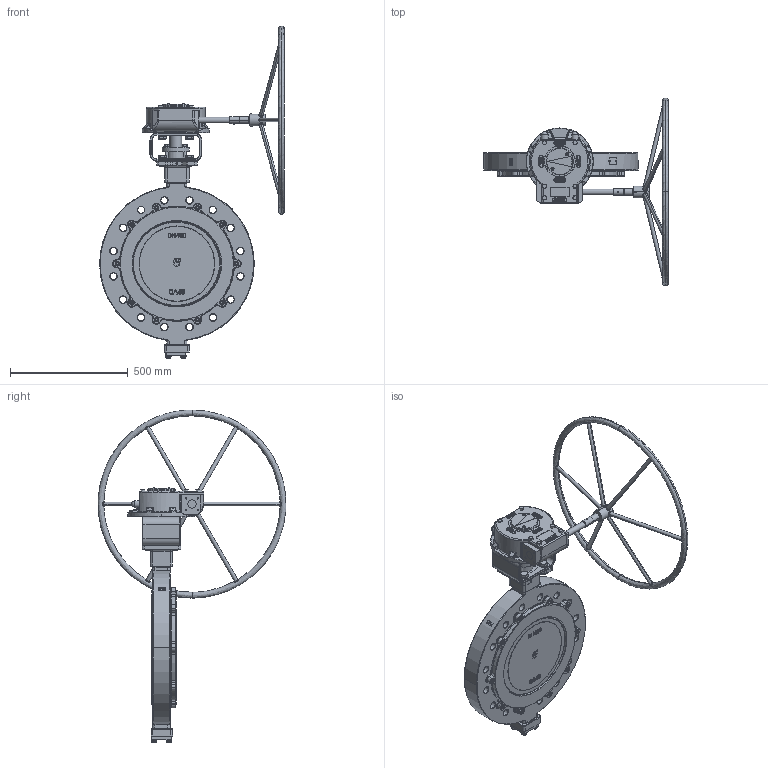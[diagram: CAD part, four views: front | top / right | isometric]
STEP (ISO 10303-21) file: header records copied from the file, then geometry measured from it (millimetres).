
FILE_DESCRIPTION(('HOOPS Exchange Step'),'2;1');
FILE_NAME('AK14_DN400_PN25_Getriebe.stp','2024-11-22T14:49:59+01:00',('nieru'),('Unknown organisation'),'HOOPS Exchange 2024.2','HOOPS Exchange','Unknown authorisation');
FILE_SCHEMA( ('AP203_CONFIGURATION_CONTROLLED_3D_DESIGN_OF_MECHANICAL_PARTS_AND_ASSEMBLIES_MIM_LF') );
Length unit declared in the file: millimetre
Products named in the file (9): 0; root
Assembly tree (8 placements, depth 4):
  root
    0
    0
      0
        0
      0
      0
      0
      0
Bounding box: 785.2 x 798.44 x 1412 mm (x, y, z)
Volume: 34083025.9 mm3; surface area: 2826429.8 mm2
Topology: 89 solids, 90 shells, 4605 faces, 11003 edges, 6642 vertices
Faces by surface type: bspline 1226, plane 1221, cylinder 1218, torus 512, cone 409, sphere 19
Full cylindrical faces by diameter (mm): 6.647 x8, 6.8 x1, 10 x3, 10.5 x2, 12 x1, 13 x2, 13.835 x8, 17.294 x4, 18 x12, 20 x4, 22 x8, 24 x3, 24.98 x2, 27.7 x4, 30 x2, 33.6 x8, 35 x1, 50 x6, 55 x1, 73.69 x1, 115 x1, 116 x1, 120 x1, 320 x1, 405 x1
Entity records: 355688 total; most frequent: CARTESIAN_POINT 254955, ORIENTED_EDGE 21778, DIRECTION 18849, EDGE_CURVE 10889, AXIS2_PLACEMENT_3D 7393, VERTEX_POINT 6642, EDGE_LOOP 4907, FACE_BOUND 4907
